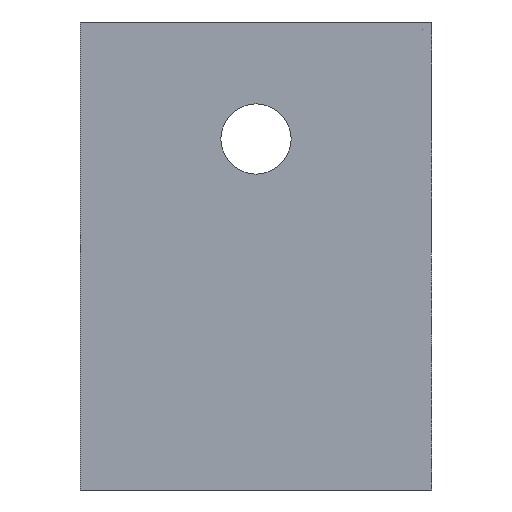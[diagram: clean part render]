
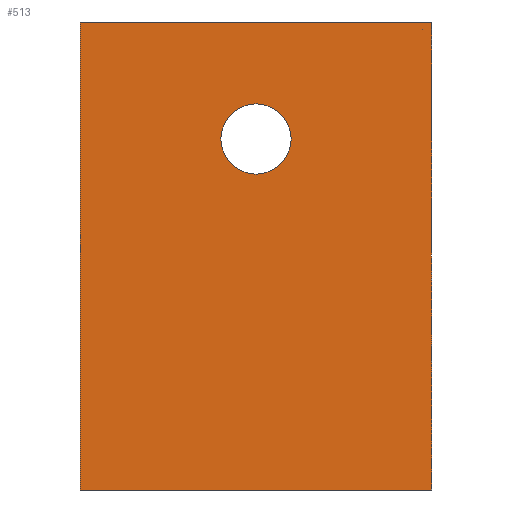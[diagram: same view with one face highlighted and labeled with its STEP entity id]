
A CAD part, front view. The second image highlights one B-rep face of the part: STEP entity #513.
In plain terms, the highlighted planar face has unit normal (0, -1, 0).
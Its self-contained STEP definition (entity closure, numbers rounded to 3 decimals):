
#30 = CARTESIAN_POINT ( 'NONE',  ( 15., 0., 0. ) ) ;
#40 = FACE_OUTER_BOUND ( 'NONE', #142, .T. ) ;
#45 = VERTEX_POINT ( 'NONE', #691 ) ;
#57 = LINE ( 'NONE', #512, #317 ) ;
#72 = DIRECTION ( 'NONE',  ( 0., 0., -1. ) ) ;
#102 = DIRECTION ( 'NONE',  ( 0., 0., 1. ) ) ;
#133 = ORIENTED_EDGE ( 'NONE', *, *, #268, .T. ) ;
#142 = EDGE_LOOP ( 'NONE', ( #133, #314, #209, #652 ) ) ;
#144 = DIRECTION ( 'NONE',  ( -1., 0., 0. ) ) ;
#156 = DIRECTION ( 'NONE',  ( 0., -1., 0. ) ) ;
#162 = ORIENTED_EDGE ( 'NONE', *, *, #322, .F. ) ;
#163 = VECTOR ( 'NONE', #144, 1000. ) ;
#188 = EDGE_CURVE ( 'NONE', #276, #404, #708, .T. ) ;
#194 = CARTESIAN_POINT ( 'NONE',  ( -15., 0., 40. ) ) ;
#201 = CARTESIAN_POINT ( 'NONE',  ( 15., 0., 40. ) ) ;
#209 = ORIENTED_EDGE ( 'NONE', *, *, #347, .F. ) ;
#215 = DIRECTION ( 'NONE',  ( 0., 0., 1. ) ) ;
#240 = DIRECTION ( 'NONE',  ( 0., 0., 1. ) ) ;
#255 = EDGE_LOOP ( 'NONE', ( #706, #162 ) ) ;
#265 = CARTESIAN_POINT ( 'NONE',  ( -15., 0., 0. ) ) ;
#268 = EDGE_CURVE ( 'NONE', #404, #471, #608, .T. ) ;
#276 = VERTEX_POINT ( 'NONE', #524 ) ;
#281 = CIRCLE ( 'NONE', #331, 3. ) ;
#314 = ORIENTED_EDGE ( 'NONE', *, *, #473, .F. ) ;
#317 = VECTOR ( 'NONE', #72, 1000. ) ;
#322 = EDGE_CURVE ( 'NONE', #583, #454, #281, .T. ) ;
#331 = AXIS2_PLACEMENT_3D ( 'NONE', #405, #457, #240 ) ;
#347 = EDGE_CURVE ( 'NONE', #276, #45, #57, .T. ) ;
#370 = CARTESIAN_POINT ( 'NONE',  ( 0., 0., 27. ) ) ;
#383 = LINE ( 'NONE', #30, #416 ) ;
#404 = VERTEX_POINT ( 'NONE', #194 ) ;
#405 = CARTESIAN_POINT ( 'NONE',  ( 0., 0., 30. ) ) ;
#416 = VECTOR ( 'NONE', #673, 1000. ) ;
#438 = AXIS2_PLACEMENT_3D ( 'NONE', #666, #156, #102 ) ;
#443 = FACE_BOUND ( 'NONE', #255, .T. ) ;
#452 = CIRCLE ( 'NONE', #438, 3. ) ;
#454 = VERTEX_POINT ( 'NONE', #720 ) ;
#457 = DIRECTION ( 'NONE',  ( 0., -1., 0. ) ) ;
#469 = EDGE_CURVE ( 'NONE', #454, #583, #452, .T. ) ;
#471 = VERTEX_POINT ( 'NONE', #265 ) ;
#473 = EDGE_CURVE ( 'NONE', #45, #471, #383, .T. ) ;
#493 = PLANE ( 'NONE',  #636 ) ;
#512 = CARTESIAN_POINT ( 'NONE',  ( 15., 0., 0. ) ) ;
#513 = ADVANCED_FACE ( 'NONE', ( #443, #40 ), #493, .F. ) ;
#524 = CARTESIAN_POINT ( 'NONE',  ( 15., 0., 40. ) ) ;
#583 = VERTEX_POINT ( 'NONE', #370 ) ;
#603 = CARTESIAN_POINT ( 'NONE',  ( -15., 0., 0. ) ) ;
#608 = LINE ( 'NONE', #603, #661 ) ;
#636 = AXIS2_PLACEMENT_3D ( 'NONE', #724, #677, #215 ) ;
#652 = ORIENTED_EDGE ( 'NONE', *, *, #188, .T. ) ;
#661 = VECTOR ( 'NONE', #736, 1000. ) ;
#666 = CARTESIAN_POINT ( 'NONE',  ( 0., 0., 30. ) ) ;
#673 = DIRECTION ( 'NONE',  ( -1., 0., 0. ) ) ;
#677 = DIRECTION ( 'NONE',  ( 0., 1., 0. ) ) ;
#691 = CARTESIAN_POINT ( 'NONE',  ( 15., 0., 0. ) ) ;
#706 = ORIENTED_EDGE ( 'NONE', *, *, #469, .F. ) ;
#708 = LINE ( 'NONE', #201, #163 ) ;
#720 = CARTESIAN_POINT ( 'NONE',  ( 0., 0., 33. ) ) ;
#724 = CARTESIAN_POINT ( 'NONE',  ( 15., 0., 0. ) ) ;
#736 = DIRECTION ( 'NONE',  ( 0., 0., -1. ) ) ;
